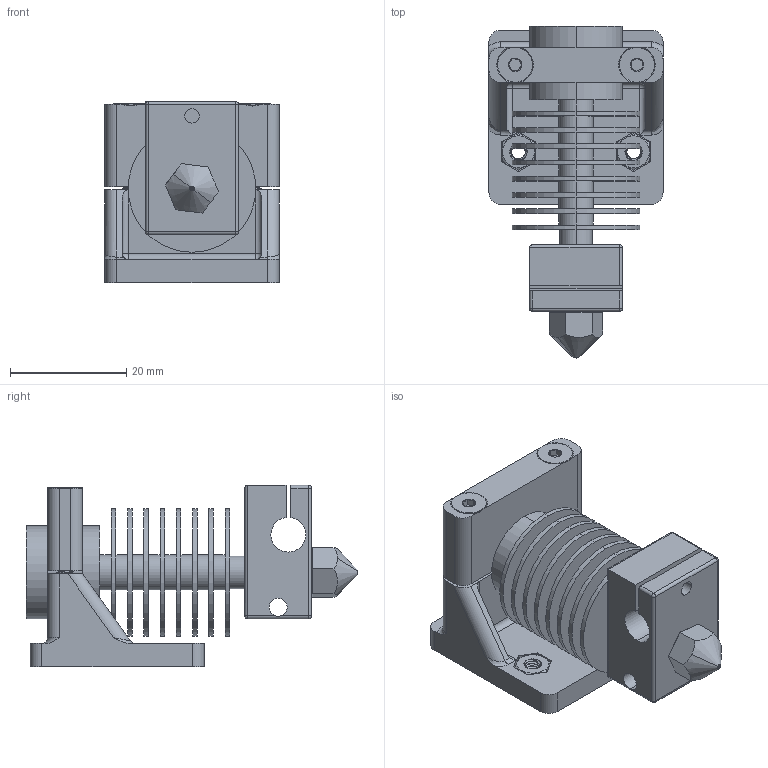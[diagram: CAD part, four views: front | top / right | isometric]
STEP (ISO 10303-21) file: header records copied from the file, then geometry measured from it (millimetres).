
FILE_DESCRIPTION (( 'STEP AP214' ), '1' );
FILE_NAME ('Hotend Mount Assem.STEP', '2020-09-14T21:38:47', ( '' ), ( '' ), 'SwSTEP 2.0', 'SolidWorks 2019', '' );
FILE_SCHEMA (( 'AUTOMOTIVE_DESIGN' ));
Length unit declared in the file: millimetre
Products named in the file (8): MK8 nozzle 0,4mm; Hotend Mount Assem; RearPart; FrontPart; Lite6HeatSink; 91294A141_BLACK ALLOY STEEL FLAT-HEAD SOCKET CAP SCREW_91294A141; Heater Block; 94150A325_TYPE 316 STAINLESS STEEL HEX NUT_94150A325
Assembly tree (11 placements, depth 2):
  Hotend Mount Assem
    RearPart
    FrontPart
    91294A141_BLACK ALLOY STEEL FLAT-HEAD SOCKET CAP SCREW_91294A141  x2
    94150A325_TYPE 316 STAINLESS STEEL HEX NUT_94150A325  x4
    Lite6HeatSink
    Heater Block
    MK8 nozzle 0,4mm
Bounding box: 30 x 57.2 x 31.25 mm (x, y, z)
Volume: 15699.1 mm3; surface area: 17724.8 mm2
Topology: 12 solids, 12 shells, 945 faces, 2557 edges, 1650 vertices
Faces by surface type: cylinder 652, plane 154, cone 108, bspline 20, sphere 9, torus 2
Full cylindrical faces by diameter (mm): 6 x2
Entity records: 27015 total; most frequent: CARTESIAN_POINT 13975, ORIENTED_EDGE 2910, DIRECTION 2211, EDGE_CURVE 1455, VERTEX_POINT 944, AXIS2_PLACEMENT_3D 814, EDGE_LOOP 597, LINE 583
